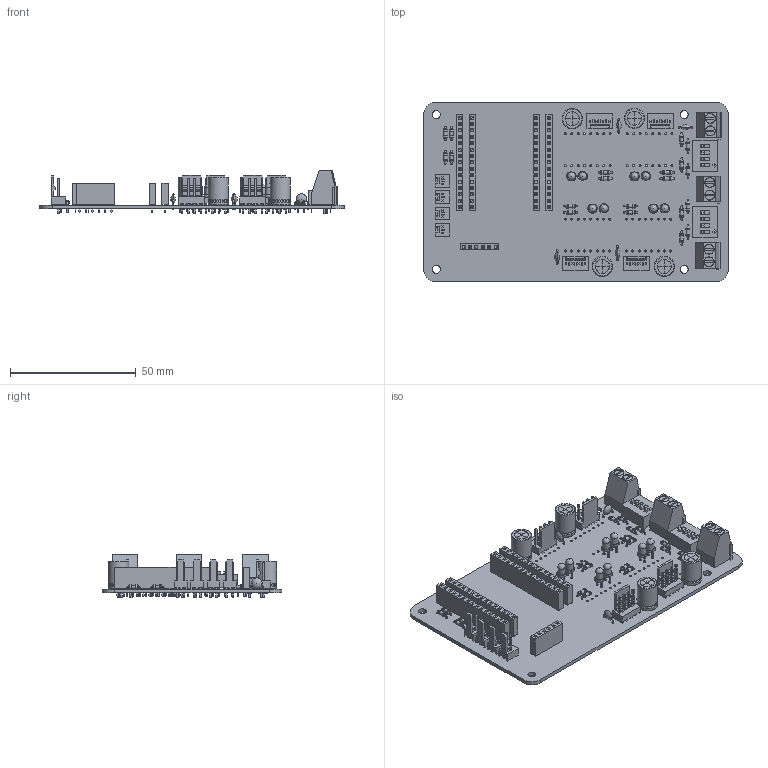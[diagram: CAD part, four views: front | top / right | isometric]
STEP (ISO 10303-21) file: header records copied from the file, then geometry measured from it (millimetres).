
FILE_DESCRIPTION(('KiCad electronic assembly'),'2;1');
FILE_NAME('mainboard_pcb.step','2025-04-09T22:40:07',('Pcbnew'),('Kicad' ),'Open CASCADE STEP processor 7.8','KiCad to STEP converter', 'Unknown');
FILE_SCHEMA(('AUTOMOTIVE_DESIGN { 1 0 10303 214 1 1 1 1 }'));
Length unit declared in the file: millimetre
Products named in the file (12): mainboard_pcb 1; LED_D3.0mm; R_Axial_DIN0204_L3.6mm_D1.6mm_P5.08mm_Horizontal; SW_DIP_SPSTx04_Slide_9.78x12.34mm_W7.62mm_P2.54mm; TerminalBlock_Phoenix_MKDS-1,5-2_1x02_P5.00mm_Horizontal; Molex_KK-254_AE-6410-02A_1x02_P2.54mm_Vertical; PinSocket_1x15_P2.54mm_Vertical; C_Disc_D4.3mm_W1.9mm_P5.00mm; C_Radial_D8.0mm_H11.5mm_P3.50mm; Molex_KK-254_AE-6410-04A_1x04_P2.54mm_Vertical; PinSocket_1x06_P2.54mm_Vertical; mainboard_pcb_PCB
Assembly tree (55 placements, depth 2):
  mainboard_pcb 1
    LED_D3.0mm  x8
    R_Axial_DIN0204_L3.6mm_D1.6mm_P5.08mm_Horizontal  x20
    SW_DIP_SPSTx04_Slide_9.78x12.34mm_W7.62mm_P2.54mm  x2
    TerminalBlock_Phoenix_MKDS-1,5-2_1x02_P5.00mm_Horizontal  x3
    Molex_KK-254_AE-6410-02A_1x02_P2.54mm_Vertical  x4
    PinSocket_1x15_P2.54mm_Vertical  x4
    C_Disc_D4.3mm_W1.9mm_P5.00mm  x4
    C_Radial_D8.0mm_H11.5mm_P3.50mm  x4
    Molex_KK-254_AE-6410-04A_1x04_P2.54mm_Vertical  x4
    PinSocket_1x06_P2.54mm_Vertical
    mainboard_pcb_PCB
Bounding box: 121 x 71.5 x 17.36 mm (x, y, z)
Volume: 24625.7 mm3; surface area: 35835.9 mm2
Topology: 55 solids, 59 shells, 3889 faces, 9693 edges, 6236 vertices
Faces by surface type: plane 3289, cylinder 452, torus 84, bspline 32, sphere 16, revolution 16
Full cylindrical faces by diameter (mm): 0.5 x56, 0.6 x8, 0.7 x40, 0.8 x96, 0.9 x16, 1 x66, 1.19 x24, 1.3 x6, 1.44 x20, 1.6 x40, 3 x8, 3.2 x4, 3.8 x6, 4 x6, 5.6 x12, 8 x8
Entity records: 51896 total; most frequent: CARTESIAN_POINT 7628, ORIENTED_EDGE 6868, DIRECTION 6757, EDGE_CURVE 3434, LINE 2777, VECTOR 2777, VERTEX_POINT 2231, AXIS2_PLACEMENT_3D 1988
